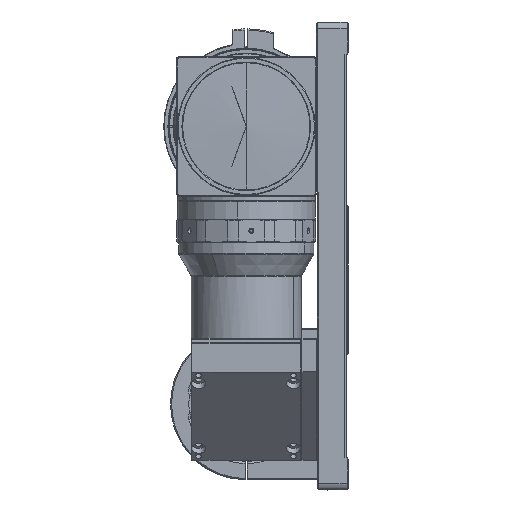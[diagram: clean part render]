
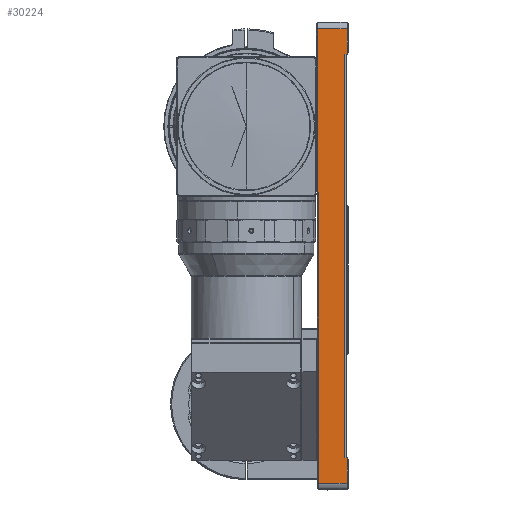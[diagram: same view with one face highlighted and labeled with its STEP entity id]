
A CAD part, left-side view. The second image highlights one B-rep face of the part: STEP entity #30224.
In plain terms, the highlighted planar face has unit normal (-1, 0, 0).
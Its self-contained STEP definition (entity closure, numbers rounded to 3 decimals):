
#508 = CARTESIAN_POINT ( 'NONE',  ( 72.03, -31., 42.5 ) ) ;
#738 = CARTESIAN_POINT ( 'NONE',  ( 72.03, -31.5, -92.25 ) ) ;
#1386 = DIRECTION ( 'NONE',  ( 0., 0., -1. ) ) ;
#2139 = VERTEX_POINT ( 'NONE', #23799 ) ;
#2303 = CARTESIAN_POINT ( 'NONE',  ( 72.03, -31., -56.5 ) ) ;
#2396 = VECTOR ( 'NONE', #27583, 1000. ) ;
#3384 = LINE ( 'NONE', #12060, #7805 ) ;
#3487 = CARTESIAN_POINT ( 'NONE',  ( 72.03, -44., -56.5 ) ) ;
#4513 = LINE ( 'NONE', #26458, #19661 ) ;
#4517 = DIRECTION ( 'NONE',  ( 0., 0., -1. ) ) ;
#6154 = VERTEX_POINT ( 'NONE', #12042 ) ;
#6330 = CARTESIAN_POINT ( 'NONE',  ( 72.03, -31.5, -29. ) ) ;
#6524 = LINE ( 'NONE', #3487, #11954 ) ;
#7031 = LINE ( 'NONE', #23551, #10006 ) ;
#7586 = VERTEX_POINT ( 'NONE', #33919 ) ;
#7805 = VECTOR ( 'NONE', #31067, 1000. ) ;
#7867 = EDGE_CURVE ( 'NONE', #21878, #35805, #21242, .T. ) ;
#8010 = DIRECTION ( 'NONE',  ( 0., -1., 0. ) ) ;
#9334 = ORIENTED_EDGE ( 'NONE', *, *, #15546, .T. ) ;
#9759 = LINE ( 'NONE', #30858, #2396 ) ;
#9877 = DIRECTION ( 'NONE',  ( 0., -1., 0. ) ) ;
#10006 = VECTOR ( 'NONE', #23406, 1000. ) ;
#10062 = ORIENTED_EDGE ( 'NONE', *, *, #32896, .T. ) ;
#11206 = VERTEX_POINT ( 'NONE', #6330 ) ;
#11954 = VECTOR ( 'NONE', #34709, 1000. ) ;
#12042 = CARTESIAN_POINT ( 'NONE',  ( 72.03, -44., -155.5 ) ) ;
#12060 = CARTESIAN_POINT ( 'NONE',  ( 72.03, -31.251, -29. ) ) ;
#12537 = VERTEX_POINT ( 'NONE', #16738 ) ;
#12822 = AXIS2_PLACEMENT_3D ( 'NONE', #508, #19427, #9877 ) ;
#12853 = VECTOR ( 'NONE', #39788, 1000. ) ;
#15345 = CARTESIAN_POINT ( 'NONE',  ( 72.03, -44., 42.5 ) ) ;
#15546 = EDGE_CURVE ( 'NONE', #7586, #35805, #7031, .T. ) ;
#15704 = EDGE_CURVE ( 'NONE', #34421, #29278, #4513, .T. ) ;
#16103 = VECTOR ( 'NONE', #26635, 1000. ) ;
#16738 = CARTESIAN_POINT ( 'NONE',  ( 72.03, -31.5, -155.5 ) ) ;
#17031 = VECTOR ( 'NONE', #8010, 1000. ) ;
#18037 = CARTESIAN_POINT ( 'NONE',  ( 72.03, -43., 31.5 ) ) ;
#18298 = VECTOR ( 'NONE', #1386, 1000. ) ;
#18845 = ORIENTED_EDGE ( 'NONE', *, *, #24162, .T. ) ;
#18869 = EDGE_CURVE ( 'NONE', #12537, #11206, #21997, .T. ) ;
#19132 = ORIENTED_EDGE ( 'NONE', *, *, #15704, .F. ) ;
#19427 = DIRECTION ( 'NONE',  ( 1., 0., 0. ) ) ;
#19661 = VECTOR ( 'NONE', #4517, 1000. ) ;
#19954 = ORIENTED_EDGE ( 'NONE', *, *, #39283, .F. ) ;
#20300 = CARTESIAN_POINT ( 'NONE',  ( 72.03, -43., -56.5 ) ) ;
#20488 = LINE ( 'NONE', #23814, #16103 ) ;
#21148 = LINE ( 'NONE', #2303, #12853 ) ;
#21242 = LINE ( 'NONE', #20300, #18298 ) ;
#21727 = FACE_OUTER_BOUND ( 'NONE', #23675, .T. ) ;
#21878 = VERTEX_POINT ( 'NONE', #18037 ) ;
#21997 = LINE ( 'NONE', #738, #30720 ) ;
#22291 = ORIENTED_EDGE ( 'NONE', *, *, #18869, .F. ) ;
#23287 = CARTESIAN_POINT ( 'NONE',  ( 72.03, -37.5, 42.5 ) ) ;
#23406 = DIRECTION ( 'NONE',  ( 0., 1., 0. ) ) ;
#23551 = CARTESIAN_POINT ( 'NONE',  ( 72.03, -43.5, -144.5 ) ) ;
#23675 = EDGE_LOOP ( 'NONE', ( #22291, #28781, #19954, #9334, #37446, #18845, #19132, #23704, #24696, #10062 ) ) ;
#23704 = ORIENTED_EDGE ( 'NONE', *, *, #35626, .F. ) ;
#23799 = CARTESIAN_POINT ( 'NONE',  ( 72.03, -31., 42.5 ) ) ;
#23814 = CARTESIAN_POINT ( 'NONE',  ( 72.03, -37.5, -155.5 ) ) ;
#23827 = LINE ( 'NONE', #23287, #17031 ) ;
#24162 = EDGE_CURVE ( 'NONE', #21878, #29278, #9759, .T. ) ;
#24696 = ORIENTED_EDGE ( 'NONE', *, *, #40485, .F. ) ;
#25508 = PLANE ( 'NONE',  #12822 ) ;
#26458 = CARTESIAN_POINT ( 'NONE',  ( 72.03, -44., -56.5 ) ) ;
#26635 = DIRECTION ( 'NONE',  ( 0., 1., 0. ) ) ;
#27583 = DIRECTION ( 'NONE',  ( 0., -1., 0. ) ) ;
#27596 = CARTESIAN_POINT ( 'NONE',  ( 72.03, -43., -144.5 ) ) ;
#28781 = ORIENTED_EDGE ( 'NONE', *, *, #33632, .F. ) ;
#29006 = CARTESIAN_POINT ( 'NONE',  ( 72.03, -44., 31.5 ) ) ;
#29278 = VERTEX_POINT ( 'NONE', #29006 ) ;
#29459 = VERTEX_POINT ( 'NONE', #33645 ) ;
#30224 = ADVANCED_FACE ( 'NONE', ( #21727 ), #25508, .F. ) ;
#30720 = VECTOR ( 'NONE', #31616, 1000. ) ;
#30858 = CARTESIAN_POINT ( 'NONE',  ( 72.03, -43.5, 31.5 ) ) ;
#31067 = DIRECTION ( 'NONE',  ( 0., -1., 0. ) ) ;
#31616 = DIRECTION ( 'NONE',  ( 0., 0., 1. ) ) ;
#32896 = EDGE_CURVE ( 'NONE', #29459, #11206, #3384, .T. ) ;
#33632 = EDGE_CURVE ( 'NONE', #6154, #12537, #20488, .T. ) ;
#33645 = CARTESIAN_POINT ( 'NONE',  ( 72.03, -31., -29. ) ) ;
#33919 = CARTESIAN_POINT ( 'NONE',  ( 72.03, -44., -144.5 ) ) ;
#34421 = VERTEX_POINT ( 'NONE', #15345 ) ;
#34709 = DIRECTION ( 'NONE',  ( 0., 0., -1. ) ) ;
#35626 = EDGE_CURVE ( 'NONE', #2139, #34421, #23827, .T. ) ;
#35805 = VERTEX_POINT ( 'NONE', #27596 ) ;
#37446 = ORIENTED_EDGE ( 'NONE', *, *, #7867, .F. ) ;
#39283 = EDGE_CURVE ( 'NONE', #7586, #6154, #6524, .T. ) ;
#39788 = DIRECTION ( 'NONE',  ( 0., 0., 1. ) ) ;
#40485 = EDGE_CURVE ( 'NONE', #29459, #2139, #21148, .T. ) ;
